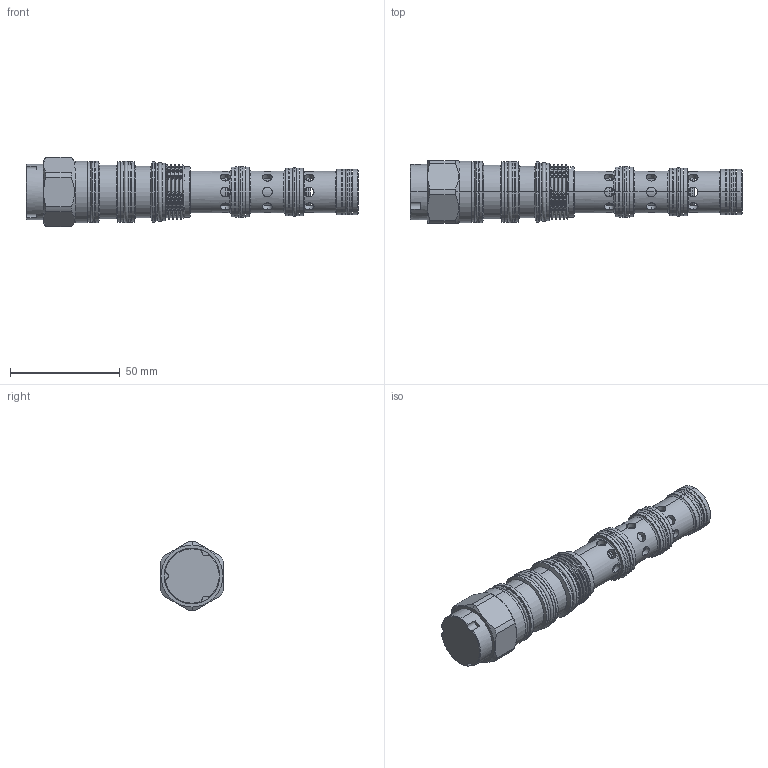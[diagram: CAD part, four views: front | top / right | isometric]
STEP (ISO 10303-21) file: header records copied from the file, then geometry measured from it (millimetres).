
FILE_DESCRIPTION (( 'STEP AP203' ), '1' );
FILE_NAME ('DC62A6E24N.STEP', '2022-06-17T05:25:44', ( '' ), ( '' ), 'SwSTEP 2.0', 'SolidWorks 2018', '' );
FILE_SCHEMA (( 'CONFIG_CONTROL_DESIGN' ));
Length unit declared in the file: millimetre
Products named in the file (1): DC62A6E24N
Bounding box: 150.95 x 28.57 x 31.6 mm (x, y, z)
Volume: 59582.8 mm3; surface area: 21225.5 mm2
Topology: 7 solids, 7 shells, 440 faces, 1154 edges, 697 vertices
Faces by surface type: cylinder 253, plane 67, torus 58, cone 44, bspline 18
Entity records: 17765 total; most frequent: CARTESIAN_POINT 7116, ORIENTED_EDGE 2304, DIRECTION 2194, EDGE_CURVE 1152, AXIS2_PLACEMENT_3D 967, VERTEX_POINT 697, CIRCLE 544, EDGE_LOOP 503
